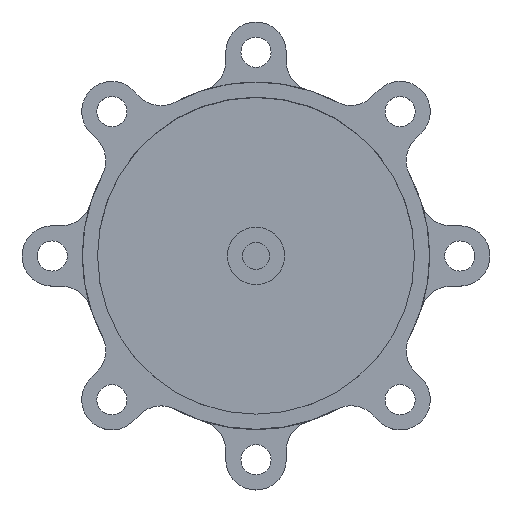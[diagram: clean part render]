
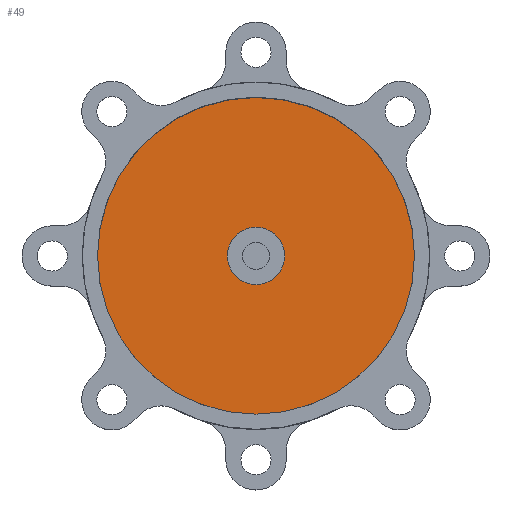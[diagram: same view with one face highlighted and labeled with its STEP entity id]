
A CAD part, top view. The second image highlights one B-rep face of the part: STEP entity #49.
In plain terms, the highlighted planar face has unit normal (0, 0, 1).
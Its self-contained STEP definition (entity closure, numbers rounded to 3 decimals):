
#49=ADVANCED_FACE('',(#480,#482),#484,.T.);
#480=FACE_BOUND('',#481,.T.);
#481=EDGE_LOOP('',(#3751));
#482=FACE_BOUND('',#483,.T.);
#483=EDGE_LOOP('',(#3752));
#484=PLANE('',#485);
#485=AXIS2_PLACEMENT_3D('',#486,#487,#488);
#486=CARTESIAN_POINT('',(0.,0.,2.));
#487=DIRECTION('',(0.,0.,1.));
#488=DIRECTION('',(0.,1.,0.));
#3751=ORIENTED_EDGE('',*,*,#6247,.F.);
#3752=ORIENTED_EDGE('',*,*,#6248,.F.);
#6247=EDGE_CURVE('',#7496,#7496,#7497,.F.);
#6248=EDGE_CURVE('',#7498,#7498,#7499,.T.);
#7496=VERTEX_POINT('',#9587);
#7497=CIRCLE('',#9588,21.);
#7498=VERTEX_POINT('',#9592);
#7499=CIRCLE('',#9593,3.8);
#9587=CARTESIAN_POINT('',(0.,21.,2.));
#9588=AXIS2_PLACEMENT_3D('',#9589,#9590,#9591);
#9589=CARTESIAN_POINT('',(0.,0.,2.));
#9590=DIRECTION('',(0.,0.,1.));
#9591=DIRECTION('',(0.,1.,0.));
#9592=CARTESIAN_POINT('',(3.8,0.,2.));
#9593=AXIS2_PLACEMENT_3D('',#9594,#9595,#9596);
#9594=CARTESIAN_POINT('',(0.,0.,2.));
#9595=DIRECTION('',(0.,0.,1.));
#9596=DIRECTION('',(1.,0.,0.));
